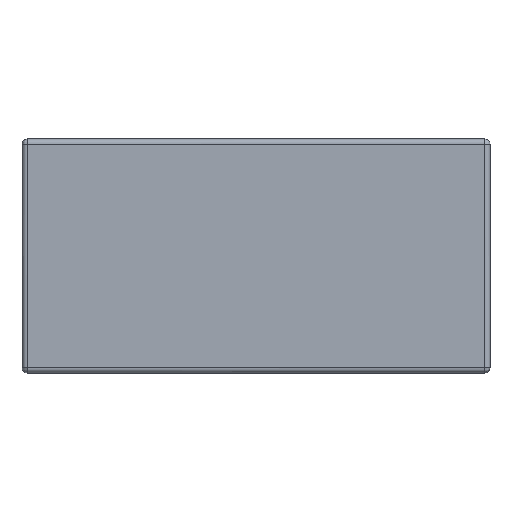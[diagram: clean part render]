
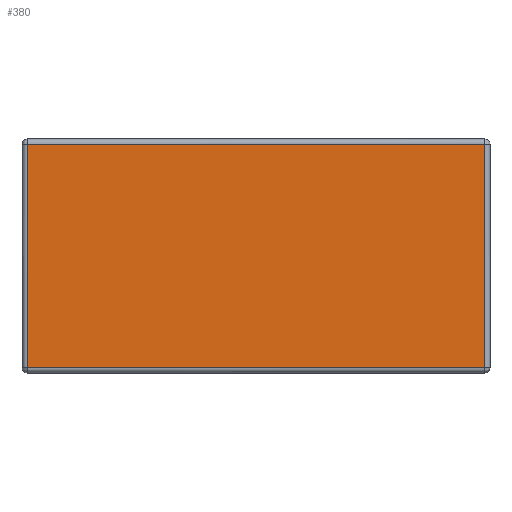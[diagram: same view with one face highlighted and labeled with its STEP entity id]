
A CAD part, top view. The second image highlights one B-rep face of the part: STEP entity #380.
In plain terms, the highlighted planar face has unit normal (0, 0, 1).
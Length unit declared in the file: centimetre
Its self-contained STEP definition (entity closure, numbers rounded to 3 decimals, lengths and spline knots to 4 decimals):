
#380=ADVANCED_FACE('',(#528),#2268,.T.);
#528=FACE_OUTER_BOUND('',#676,.T.);
#676=EDGE_LOOP('',(#1281,#1282,#1283,#1284));
#1281=ORIENTED_EDGE('',*,*,#1625,.T.);
#1282=ORIENTED_EDGE('',*,*,#1626,.T.);
#1283=ORIENTED_EDGE('',*,*,#1627,.T.);
#1284=ORIENTED_EDGE('',*,*,#1628,.T.);
#1625=EDGE_CURVE('',#2125,#2126,#1917,.T.);
#1626=EDGE_CURVE('',#2126,#2127,#1918,.T.);
#1627=EDGE_CURVE('',#2127,#2128,#1919,.T.);
#1628=EDGE_CURVE('',#2128,#2125,#1920,.T.);
#1917=B_SPLINE_CURVE_WITH_KNOTS('',1,(#4294,#4295),.UNSPECIFIED.,.F.,.F.,
(2,2),(20.,894.4),.UNSPECIFIED.);
#1918=B_SPLINE_CURVE_WITH_KNOTS('',1,(#4296,#4297),.UNSPECIFIED.,.F.,.F.,
(2,2),(20.,1808.8),.UNSPECIFIED.);
#1919=B_SPLINE_CURVE_WITH_KNOTS('',1,(#4298,#4299),.UNSPECIFIED.,.F.,.F.,
(2,2),(20.,894.4),.UNSPECIFIED.);
#1920=B_SPLINE_CURVE_WITH_KNOTS('',1,(#4300,#4301),.UNSPECIFIED.,.F.,.F.,
(2,2),(20.,1808.8),.UNSPECIFIED.);
#2125=VERTEX_POINT('',#4266);
#2126=VERTEX_POINT('',#4267);
#2127=VERTEX_POINT('',#4268);
#2128=VERTEX_POINT('',#4269);
#2268=PLANE('',#2441);
#2441=AXIS2_PLACEMENT_3D('',#4171,#2587,$);
#2587=DIRECTION('',(0.,0.,1.));
#4171=CARTESIAN_POINT('',(161.2371,71.12,72.0725));
#4266=CARTESIAN_POINT('',(159.2371,-18.32,72.0725));
#4267=CARTESIAN_POINT('',(159.2371,69.12,72.0725));
#4268=CARTESIAN_POINT('',(-19.6429,69.12,72.0725));
#4269=CARTESIAN_POINT('',(-19.6429,-18.32,72.0725));
#4294=CARTESIAN_POINT('',(159.2371,-18.32,72.0725));
#4295=CARTESIAN_POINT('',(159.2371,69.12,72.0725));
#4296=CARTESIAN_POINT('',(159.2371,69.12,72.0725));
#4297=CARTESIAN_POINT('',(-19.6429,69.12,72.0725));
#4298=CARTESIAN_POINT('',(-19.6429,69.12,72.0725));
#4299=CARTESIAN_POINT('',(-19.6429,-18.32,72.0725));
#4300=CARTESIAN_POINT('',(-19.6429,-18.32,72.0725));
#4301=CARTESIAN_POINT('',(159.2371,-18.32,72.0725));
